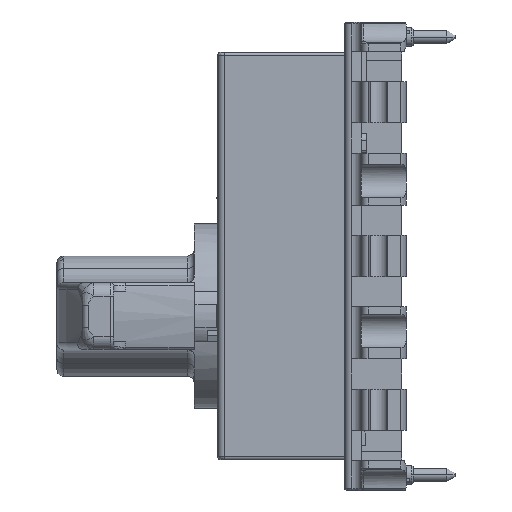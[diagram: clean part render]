
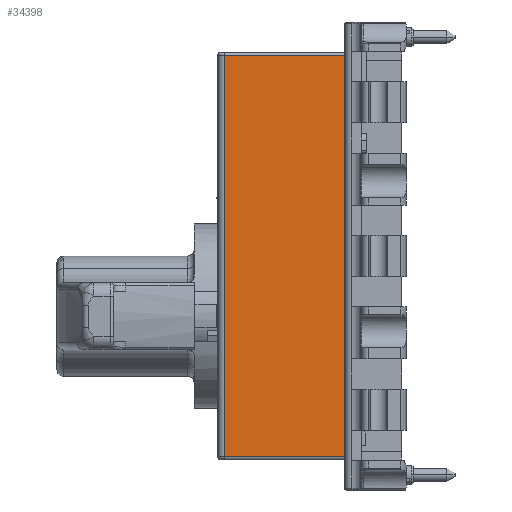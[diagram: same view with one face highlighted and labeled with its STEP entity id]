
A CAD part, front view. The second image highlights one B-rep face of the part: STEP entity #34398.
In plain terms, the highlighted planar face has unit normal (0, -1, 0).
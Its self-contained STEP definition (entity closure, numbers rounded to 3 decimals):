
#10731=DIRECTION('',(1.,0.,0.));
#10732=VECTOR('',#10731,36.);
#10733=CARTESIAN_POINT('',(13.7,23.56,
-10.));
#10734=LINE('',#10733,#10732);
#10739=DIRECTION('',(0.,0.,1.));
#10740=VECTOR('',#10739,120.);
#10741=CARTESIAN_POINT('',(49.7,23.56,-130.));
#10742=LINE('',#10741,#10740);
#10747=DIRECTION('',(0.,0.,1.));
#10748=VECTOR('',#10747,120.);
#10749=CARTESIAN_POINT('',(13.7,23.56,
-130.));
#10750=LINE('',#10749,#10748);
#10770=DIRECTION('',(-1.,0.,0.));
#10771=VECTOR('',#10770,36.);
#10772=CARTESIAN_POINT('',(49.7,23.56,-130.));
#10773=LINE('',#10772,#10771);
#10864=CARTESIAN_POINT('',(49.7,23.56,-130.));
#10865=VERTEX_POINT('',#10864);
#10866=CARTESIAN_POINT('',(49.7,23.56,-10.));
#10867=VERTEX_POINT('',#10866);
#12347=CARTESIAN_POINT('',(13.7,23.56,-130.));
#12348=VERTEX_POINT('',#12347);
#12349=CARTESIAN_POINT('',(13.7,23.56,-10.));
#12350=VERTEX_POINT('',#12349);
#34385=CARTESIAN_POINT('',(49.7,23.56,-131.));
#34386=DIRECTION('',(0.,-1.,0.));
#34387=DIRECTION('',(0.,0.,1.));
#34388=AXIS2_PLACEMENT_3D('',#34385,#34386,#34387);
#34389=PLANE('',#34388);
#34391=ORIENTED_EDGE('',*,*,#34390,.T.);
#34392=ORIENTED_EDGE('',*,*,#34371,.T.);
#34393=ORIENTED_EDGE('',*,*,#13974,.F.);
#34395=ORIENTED_EDGE('',*,*,#34394,.T.);
#34396=EDGE_LOOP('',(#34391,#34392,#34393,#34395));
#34397=FACE_OUTER_BOUND('',#34396,.F.);
#34398=ADVANCED_FACE('',(#34397),#34389,.T.);
#13974=EDGE_CURVE('',#10865,#10867,#10742,.T.);
#34371=EDGE_CURVE('',#12350,#10867,#10734,.T.);
#34390=EDGE_CURVE('',#12348,#12350,#10750,.T.);
#34394=EDGE_CURVE('',#10865,#12348,#10773,.T.);
